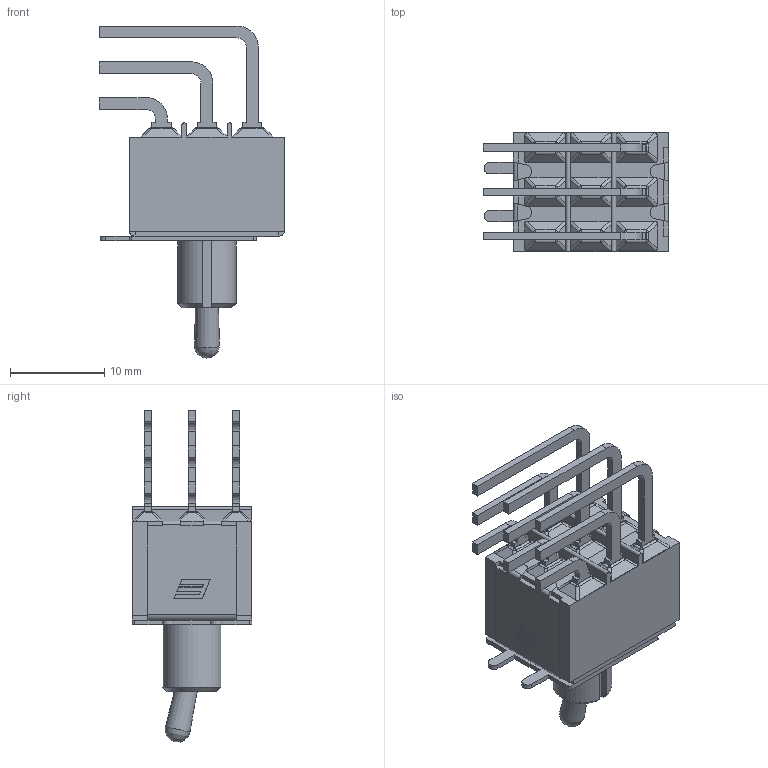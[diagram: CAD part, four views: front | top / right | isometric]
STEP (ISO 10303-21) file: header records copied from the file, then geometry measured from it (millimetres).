
FILE_DESCRIPTION(/* description */ (''),/* implementation_level */ '2;1');
FILE_NAME(/* name */ '1003PxT2B4M6xE.stp',/* time_stamp */ '2026-01-16T13:23:21-06:00',/* author */ ('jmeyers'),/* organization */ (''),/* preprocessor_version */ 'ST-DEVELOPER v18.1',/* originating_system */ 'Autodesk Inventor 2022',/* authorisation */ '');
FILE_SCHEMA (('AUTOMOTIVE_DESIGN { 1 0 10303 214 3 1 1 }'));
Length unit declared in the file: inch
Products named in the file (1): Part110
Bounding box: 19.68 x 12.7 x 35.31 mm (x, y, z)
Volume: 2712.4 mm3; surface area: 2215.6 mm2
Topology: 2 solids, 4 shells, 445 faces, 1168 edges, 697 vertices
Faces by surface type: plane 289, cylinder 115, sphere 38, cone 2, bspline 1
Full cylindrical faces by diameter (mm): 4.2 x2
Entity records: 13281 total; most frequent: CARTESIAN_POINT 2322, DIRECTION 2307, ORIENTED_EDGE 2262, EDGE_CURVE 1131, LINE 841, VECTOR 841, AXIS2_PLACEMENT_3D 733, VERTEX_POINT 697
